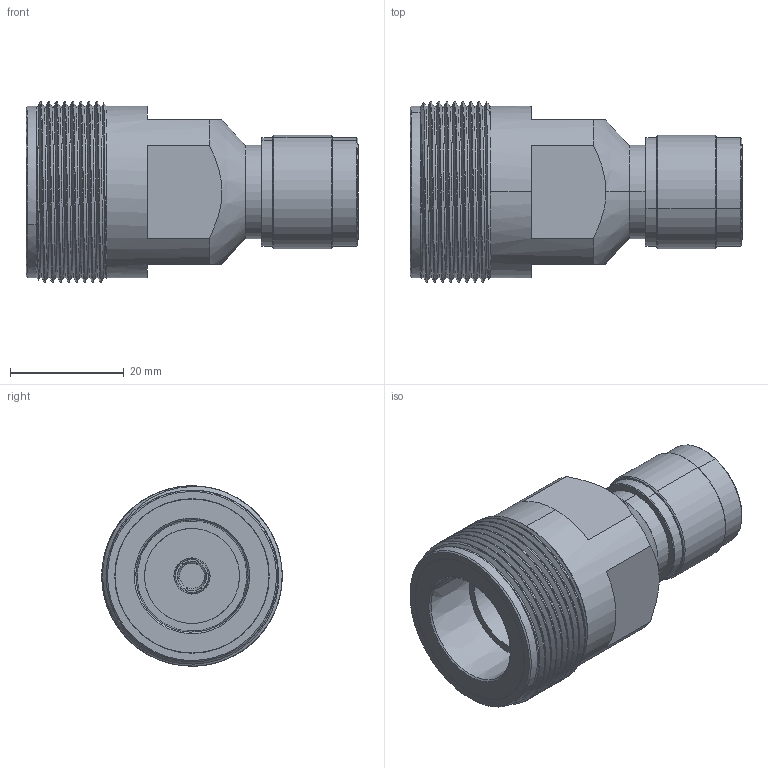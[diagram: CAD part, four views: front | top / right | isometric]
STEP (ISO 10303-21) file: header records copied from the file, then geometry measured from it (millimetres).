
FILE_DESCRIPTION (( 'STEP AP214' ), '1' );
FILE_NAME ('SM4601_3D.step', '2025-09-08T19:53:09', ( '' ), ( '' ), 'SwSTEP 2.0', 'SolidWorks 2022', '' );
FILE_SCHEMA (( 'AUTOMOTIVE_DESIGN' ));
Length unit declared in the file: inch
Products named in the file (4): SM4601_3D; ANM-1304-MA1; LCFE_1; ANM-1304-MA2
Assembly tree (3 placements, depth 2):
  SM4601_3D
    LCFE_1
    ANM-1304-MA1
    ANM-1304-MA2
Bounding box: 58.42 x 31.73 x 31.75 mm (x, y, z)
Volume: 25349.9 mm3; surface area: 10419.2 mm2
Topology: 3 solids, 3 shells, 228 faces, 544 edges, 341 vertices
Faces by surface type: cone 82, cylinder 79, plane 64, bspline 3
Entity records: 11951 total; most frequent: CARTESIAN_POINT 6418, ORIENTED_EDGE 1084, DIRECTION 1076, EDGE_CURVE 542, AXIS2_PLACEMENT_3D 429, VERTEX_POINT 341, EDGE_LOOP 253, ADVANCED_FACE 228
